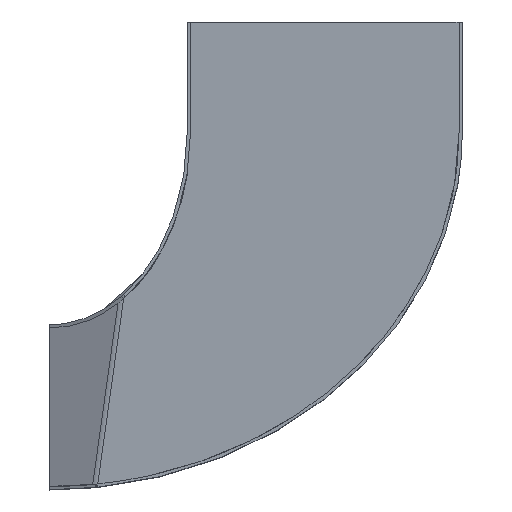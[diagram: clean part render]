
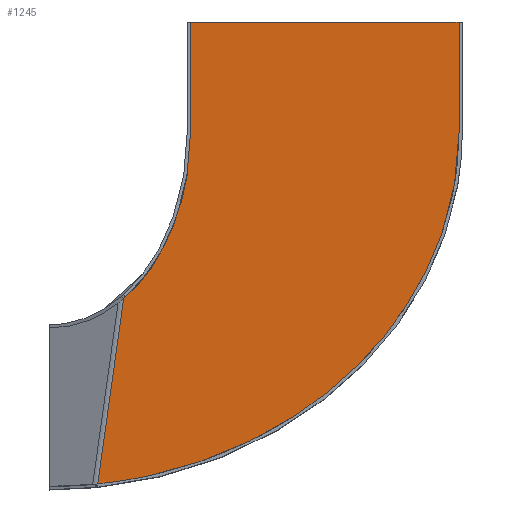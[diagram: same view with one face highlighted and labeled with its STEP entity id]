
A CAD part, top view. The second image highlights one B-rep face of the part: STEP entity #1245.
In plain terms, the highlighted planar face has unit normal (0, -0.07, 0.998).
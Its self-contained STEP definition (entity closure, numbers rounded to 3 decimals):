
#46=PLANE('',#1321);
#85=FACE_OUTER_BOUND('',#161,.T.);
#161=EDGE_LOOP('',(#872,#873,#874,#875,#876,#877));
#232=LINE('',#1841,#316);
#238=LINE('',#1852,#322);
#242=LINE('',#1907,#326);
#244=LINE('',#1917,#328);
#316=VECTOR('',#1373,200.488);
#322=VECTOR('',#1381,200.488);
#326=VECTOR('',#1389,340.596);
#328=VECTOR('',#1393,488.);
#403=B_SPLINE_CURVE_WITH_KNOTS('',3,(#1701,#1702,#1703,#1704,#1705,#1706,
#1707,#1708,#1709,#1710,#1711,#1712),.UNSPECIFIED.,.F.,.F.,(4,2,2,2,2,4),
(18.574,22.376,44.744,69.484,99.436,
119.133),.UNSPECIFIED.);
#419=B_SPLINE_CURVE_WITH_KNOTS('',3,(#1918,#1919,#1920,#1921,#1922,#1923,
#1924,#1925),.UNSPECIFIED.,.F.,.F.,(4,2,2,4),(-50.962,-37.487,
-24.626,-17.583),.UNSPECIFIED.);
#503=VERTEX_POINT('',#1623);
#508=VERTEX_POINT('',#1699);
#518=VERTEX_POINT('',#1839);
#519=VERTEX_POINT('',#1840);
#523=VERTEX_POINT('',#1850);
#528=VERTEX_POINT('',#1906);
#634=EDGE_CURVE('',#508,#503,#403,.T.);
#648=EDGE_CURVE('',#518,#519,#232,.T.);
#654=EDGE_CURVE('',#508,#523,#238,.T.);
#663=EDGE_CURVE('',#503,#528,#242,.T.);
#666=EDGE_CURVE('',#518,#523,#244,.T.);
#667=EDGE_CURVE('',#519,#528,#419,.T.);
#872=ORIENTED_EDGE('',*,*,#634,.F.);
#873=ORIENTED_EDGE('',*,*,#654,.T.);
#874=ORIENTED_EDGE('',*,*,#666,.F.);
#875=ORIENTED_EDGE('',*,*,#648,.T.);
#876=ORIENTED_EDGE('',*,*,#667,.T.);
#877=ORIENTED_EDGE('',*,*,#663,.F.);
#1245=ADVANCED_FACE('',(#85),#46,.T.);
#1321=AXIS2_PLACEMENT_3D('',#1916,#1391,#1392);
#1373=DIRECTION('',(0.,-0.998,-0.07));
#1381=DIRECTION('',(0.,0.998,0.07));
#1389=DIRECTION('',(0.138,0.988,0.069));
#1391=DIRECTION('center_axis',(0.,-0.07,
0.998));
#1392=DIRECTION('ref_axis',(-1.,0.,0.));
#1393=DIRECTION('',(1.,0.,0.));
#1623=CARTESIAN_POINT('',(87.406,-139.54,191.294));
#1699=CARTESIAN_POINT('',(744.,500.,236.015));
#1701=CARTESIAN_POINT('Ctrl Pts',(744.,500.,236.015));
#1702=CARTESIAN_POINT('Ctrl Pts',(744.,487.424,235.135));
#1703=CARTESIAN_POINT('Ctrl Pts',(743.574,474.824,234.254));
#1704=CARTESIAN_POINT('Ctrl Pts',(737.681,388.037,228.185));
#1705=CARTESIAN_POINT('Ctrl Pts',(717.921,316.062,223.152));
#1706=CARTESIAN_POINT('Ctrl Pts',(649.098,175.204,213.303));
#1707=CARTESIAN_POINT('Ctrl Pts',(598.197,109.514,208.709));
#1708=CARTESIAN_POINT('Ctrl Pts',(462.717,-12.743,200.16));
#1709=CARTESIAN_POINT('Ctrl Pts',(374.635,-63.359,196.621));
#1710=CARTESIAN_POINT('Ctrl Pts',(217.85,-118.506,192.764));
#1711=CARTESIAN_POINT('Ctrl Pts',(153.037,-132.818,191.764));
#1712=CARTESIAN_POINT('Ctrl Pts',(87.406,-139.54,191.294));
#1839=CARTESIAN_POINT('',(256.,700.,250.));
#1840=CARTESIAN_POINT('',(256.,500.,236.015));
#1841=CARTESIAN_POINT('',(256.,700.,250.));
#1850=CARTESIAN_POINT('',(744.,700.,250.));
#1852=CARTESIAN_POINT('',(744.,682.603,248.784));
#1906=CARTESIAN_POINT('',(134.468,196.968,214.825));
#1907=CARTESIAN_POINT('',(159.094,373.053,227.138));
#1916=CARTESIAN_POINT('Origin',(750.,700.,250.));
#1917=CARTESIAN_POINT('',(250.,700.,250.));
#1918=CARTESIAN_POINT('Ctrl Pts',(256.,500.,236.015));
#1919=CARTESIAN_POINT('Ctrl Pts',(256.,454.731,232.849));
#1920=CARTESIAN_POINT('Ctrl Pts',(249.803,409.063,229.656));
#1921=CARTESIAN_POINT('Ctrl Pts',(224.994,324.254,223.725));
#1922=CARTESIAN_POINT('Ctrl Pts',(206.728,284.157,220.921));
#1923=CARTESIAN_POINT('Ctrl Pts',(168.071,229.982,217.133));
#1924=CARTESIAN_POINT('Ctrl Pts',(152.298,212.254,215.893));
#1925=CARTESIAN_POINT('Ctrl Pts',(134.468,196.968,214.825));
